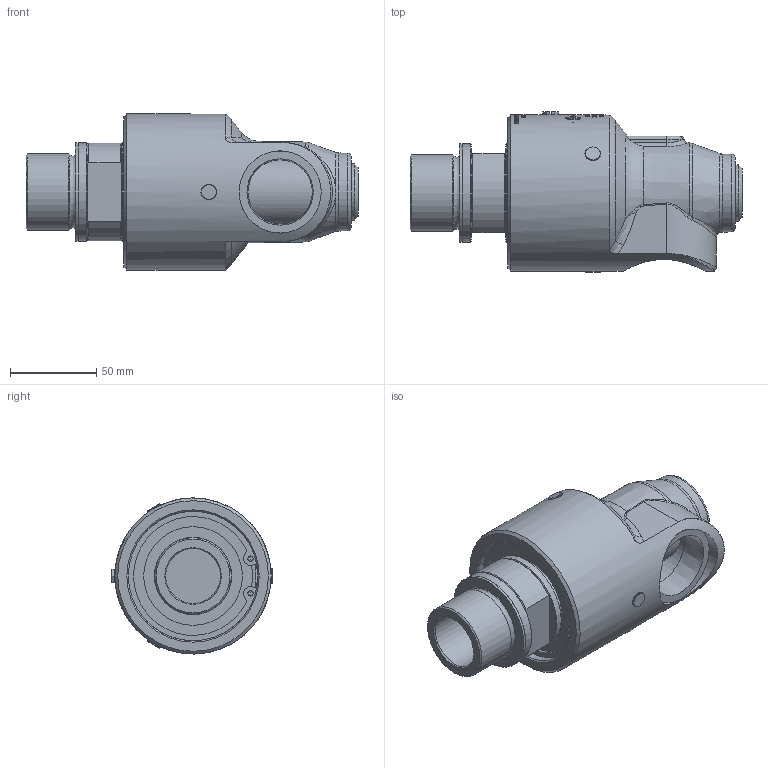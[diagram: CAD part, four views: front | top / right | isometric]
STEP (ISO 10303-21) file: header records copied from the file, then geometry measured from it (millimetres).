
FILE_DESCRIPTION(/* description */ (''),/* implementation_level */ '2;1');
FILE_NAME(/* name */ '527-150-027-IC.stp',/* time_stamp */ '2022-04-20T07:47:38-05:00',/* author */ ('msvetlecich'),/* organization */ (''),/* preprocessor_version */ 'ST-DEVELOPER v18.1',/* originating_system */ 'Autodesk Inventor 2022',/* authorisation */ '');
FILE_SCHEMA (('AUTOMOTIVE_DESIGN { 1 0 10303 214 3 1 1 }'));
Products named in the file (1): 527-150-027-IC
Bounding box: 192.43 x 93.18 x 90.5 mm (x, y, z)
Volume: 596978.6 mm3; surface area: 81758.2 mm2
Topology: 1 solids, 7 shells, 1595 faces, 4264 edges, 2833 vertices
Faces by surface type: bspline 734, plane 626, cylinder 188, cone 34, torus 13
Full cylindrical faces by diameter (mm): 3 x3, 3.12 x2, 6.325 x1, 8.5 x9, 8.6 x6, 31.8 x1, 37.313 x1, 39.75 x1, 44.4 x1, 44.404 x1, 44.8 x1, 47.6 x1, 50.05 x1, 53.5 x1, 56.742 x1, 57 x2, 57.2 x1, 69 x1, 75.08 x1, 90.5 x1
Entity records: 65747 total; most frequent: CARTESIAN_POINT 29766, ORIENTED_EDGE 8520, DIRECTION 5373, EDGE_CURVE 4260, VERTEX_POINT 2833, LINE 1815, VECTOR 1815, AXIS2_PLACEMENT_3D 1779
